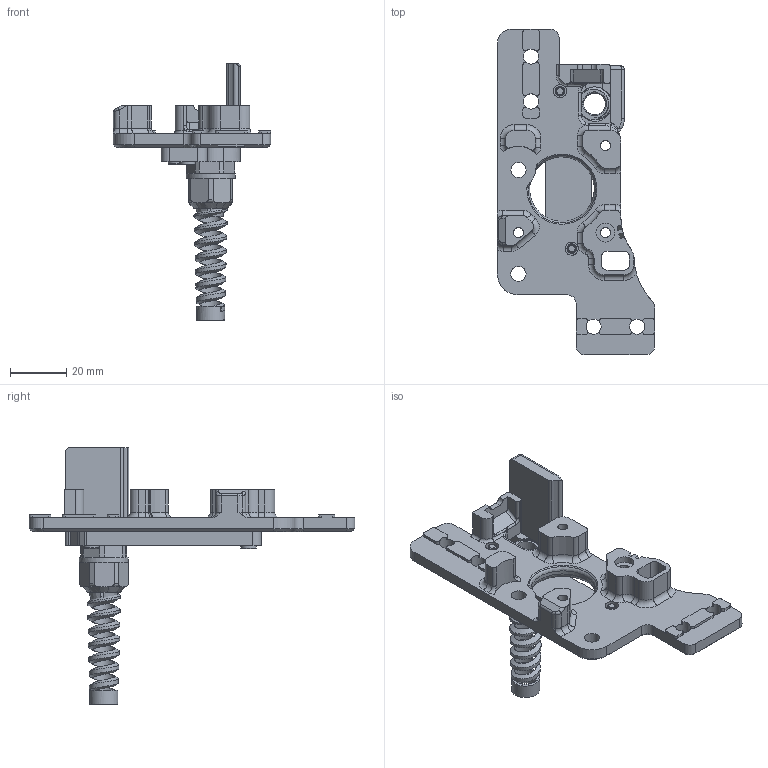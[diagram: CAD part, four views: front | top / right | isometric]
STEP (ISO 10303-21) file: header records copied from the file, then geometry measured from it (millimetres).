
FILE_DESCRIPTION(/* description */ ('STEP AP242','CAx-IF Rec.Pracs.---Representation and Presentation of Product Manufacturing Information (PMI)---4.0---2014-10-13','CAx-IF Rec.Pracs.---3D Tessellated Geometry---0.4---2014-09-14','2;1'),/* implementation_level */ '2;1');
FILE_NAME(/* name */ '63a4d42f3434d0192f8b6243',/* time_stamp */ '2022-12-22T22:03:29+00:00',/* author */ (''),/* organization */ (''),/* preprocessor_version */ 'ST-DEVELOPER v18.102',/* originating_system */ ' ',/* authorisation */ ' ');
FILE_SCHEMA (('AP242_MANAGED_MODEL_BASED_3D_ENGINEERING_MIM_LF { 1 0 10303 442 1 1 4 }'));
Length unit declared in the file: metre
Products named in the file (6): A Drive Umbilical Mount for V2; A Drive Frame Upper; Cable Gland Sealing Nut; ISO 4762  - M3 x 8; A Drive Umbilical Mount for v2; PG7 Gland
Assembly tree (6 placements, depth 2):
  A Drive Umbilical Mount for V2
    A Drive Frame Upper
    Cable Gland Sealing Nut
    ISO 4762  - M3 x 8  x2
    A Drive Umbilical Mount for v2
    PG7 Gland
Bounding box: 56.03 x 116 x 91.5 mm (x, y, z)
Volume: 36872.8 mm3; surface area: 24686.3 mm2
Topology: 6 solids, 6 shells, 674 faces, 1746 edges, 1088 vertices
Faces by surface type: plane 340, cylinder 184, bspline 62, cone 48, torus 39, sphere 1
Full cylindrical faces by diameter (mm): 3 x2, 3.4 x2, 3.5 x3, 4.7 x2, 5.4 x6, 5.5 x2, 6 x5, 6.8 x1, 7.85 x8, 8.5 x1, 10 x1, 17.5 x1
Entity records: 30890 total; most frequent: CARTESIAN_POINT 15474, ORIENTED_EDGE 3230, DIRECTION 3058, EDGE_CURVE 1615, AXIS2_PLACEMENT_3D 1088, VERTEX_POINT 1027, LINE 882, VECTOR 882
